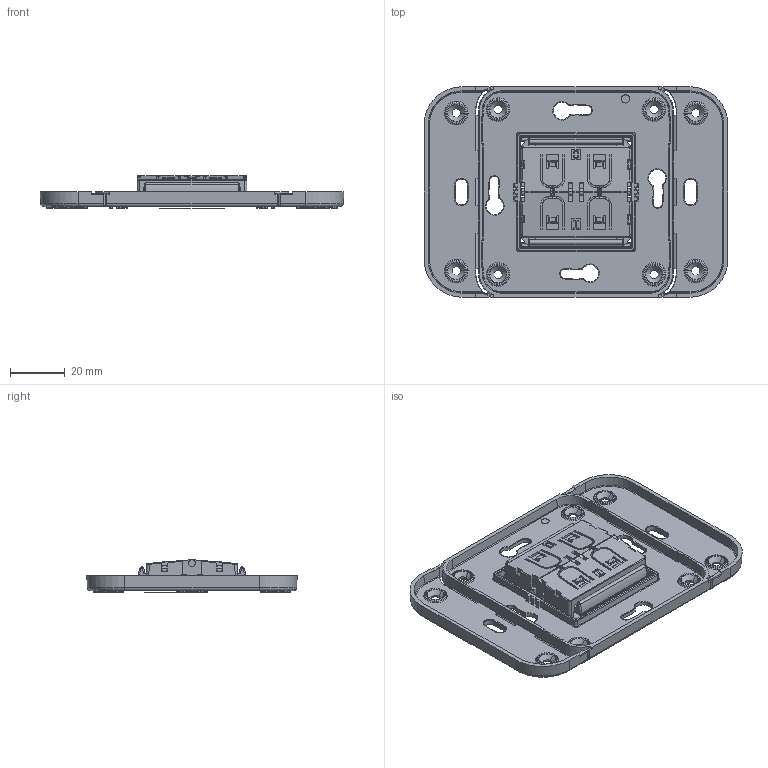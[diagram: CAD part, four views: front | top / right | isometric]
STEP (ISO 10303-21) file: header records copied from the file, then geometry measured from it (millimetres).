
FILE_DESCRIPTION(('CATIA V5 STEP Exchange','CAx-IF Rec.Pracs.--- Model Styling and Organization---1.4--- 2014-01-23'),'2;1');
FILE_NAME('GWA1291.stp','2024-02-13T13:41:07+00:00',('none'),('none'),'CATIA Version 5-6 Release 2019 SP6','CATIA V5 STEP AP214 v1','none');
FILE_SCHEMA(('AUTOMOTIVE_DESIGN { 1 0 10303 214 1 1 1 1 }'));
Products named in the file (1): GWA1291
Bounding box: 110.63 x 76.63 x 11.9 mm (x, y, z)
Volume: 26448.2 mm3; surface area: 27552.8 mm2
Topology: 2 solids, 2 shells, 2188 faces, 5771 edges, 3554 vertices
Faces by surface type: plane 869, cylinder 728, bspline 189, torus 183, cone 145, sphere 66, revolution 8
Entity records: 81964 total; most frequent: CARTESIAN_POINT 33355, ORIENTED_EDGE 11418, DIRECTION 7710, EDGE_CURVE 5709, VERTEX_POINT 3554, AXIS2_PLACEMENT_3D 2948, VECTOR 2935, LINE 2935
